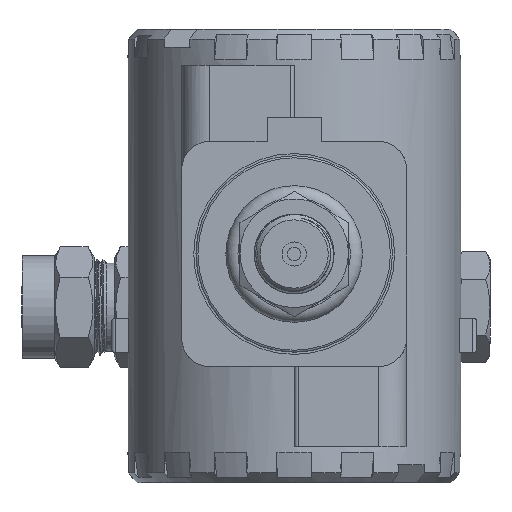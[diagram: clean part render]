
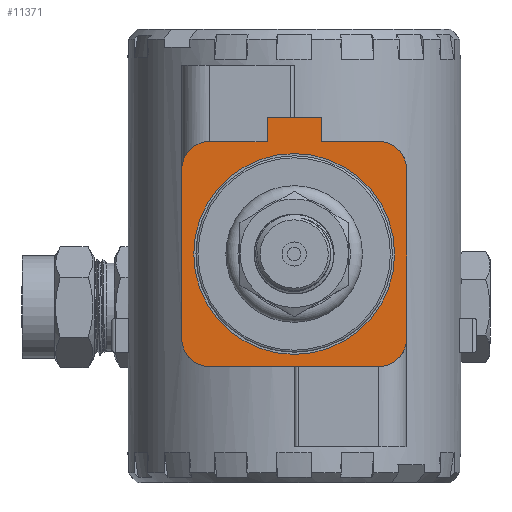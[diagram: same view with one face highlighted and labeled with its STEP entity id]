
A CAD part, front view. The second image highlights one B-rep face of the part: STEP entity #11371.
In plain terms, the highlighted planar face has unit normal (0, -1, 0).
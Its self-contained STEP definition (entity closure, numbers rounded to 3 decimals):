
#915=LINE('',#19301,#1867);
#919=LINE('',#19310,#1871);
#922=LINE('',#19318,#1874);
#924=LINE('',#19322,#1876);
#926=LINE('',#19326,#1878);
#928=LINE('',#19330,#1880);
#931=LINE('',#19335,#1883);
#933=LINE('',#19341,#1885);
#1867=VECTOR('',#13687,1.);
#1871=VECTOR('',#13697,1.);
#1874=VECTOR('',#13706,1.);
#1876=VECTOR('',#13710,1.);
#1878=VECTOR('',#13714,1.);
#1880=VECTOR('',#13718,1.);
#1883=VECTOR('',#13723,1.);
#1885=VECTOR('',#13731,1.);
#2794=FACE_BOUND('',#3653,.T.);
#2971=FACE_OUTER_BOUND('',#3652,.T.);
#3652=EDGE_LOOP('',(#8230,#8231,#8232,#8233,#8234,#8235,#8236,#8237,#8238,
#8239,#8240,#8241));
#3653=EDGE_LOOP('',(#8242));
#4388=CIRCLE('',#12278,7.);
#4389=CIRCLE('',#12281,7.);
#4390=CIRCLE('',#12284,7.);
#4391=CIRCLE('',#12291,7.);
#4393=CIRCLE('',#12297,25.);
#4879=VERTEX_POINT('',#19294);
#4880=VERTEX_POINT('',#19296);
#4881=VERTEX_POINT('',#19300);
#4882=VERTEX_POINT('',#19304);
#4883=VERTEX_POINT('',#19309);
#4884=VERTEX_POINT('',#19313);
#4885=VERTEX_POINT('',#19317);
#4886=VERTEX_POINT('',#19321);
#4887=VERTEX_POINT('',#19325);
#4888=VERTEX_POINT('',#19329);
#4889=VERTEX_POINT('',#19333);
#4890=VERTEX_POINT('',#19337);
#4895=VERTEX_POINT('',#19443);
#6136=EDGE_CURVE('',#4879,#4880,#4388,.F.);
#6138=EDGE_CURVE('',#4881,#4880,#915,.T.);
#6140=EDGE_CURVE('',#4881,#4882,#4389,.F.);
#6143=EDGE_CURVE('',#4883,#4882,#919,.F.);
#6145=EDGE_CURVE('',#4883,#4884,#4390,.F.);
#6147=EDGE_CURVE('',#4885,#4884,#922,.T.);
#6149=EDGE_CURVE('',#4885,#4886,#924,.T.);
#6151=EDGE_CURVE('',#4886,#4887,#926,.F.);
#6153=EDGE_CURVE('',#4888,#4887,#928,.T.);
#6156=EDGE_CURVE('',#4889,#4888,#931,.T.);
#6157=EDGE_CURVE('',#4889,#4890,#4391,.F.);
#6159=EDGE_CURVE('',#4879,#4890,#933,.F.);
#6168=EDGE_CURVE('',#4895,#4895,#4393,.T.);
#8230=ORIENTED_EDGE('',*,*,#6159,.T.);
#8231=ORIENTED_EDGE('',*,*,#6157,.F.);
#8232=ORIENTED_EDGE('',*,*,#6156,.T.);
#8233=ORIENTED_EDGE('',*,*,#6153,.T.);
#8234=ORIENTED_EDGE('',*,*,#6151,.F.);
#8235=ORIENTED_EDGE('',*,*,#6149,.F.);
#8236=ORIENTED_EDGE('',*,*,#6147,.T.);
#8237=ORIENTED_EDGE('',*,*,#6145,.F.);
#8238=ORIENTED_EDGE('',*,*,#6143,.T.);
#8239=ORIENTED_EDGE('',*,*,#6140,.F.);
#8240=ORIENTED_EDGE('',*,*,#6138,.T.);
#8241=ORIENTED_EDGE('',*,*,#6136,.F.);
#8242=ORIENTED_EDGE('',*,*,#6168,.F.);
#10964=PLANE('',#12296);
#11371=ADVANCED_FACE('',(#2971,#2794),#10964,.T.);
#12278=AXIS2_PLACEMENT_3D('',#19297,#13682,#13683);
#12281=AXIS2_PLACEMENT_3D('',#19305,#13691,#13692);
#12284=AXIS2_PLACEMENT_3D('',#19314,#13701,#13702);
#12291=AXIS2_PLACEMENT_3D('',#19338,#13726,#13727);
#12296=AXIS2_PLACEMENT_3D('',#19442,#13740,#13741);
#12297=AXIS2_PLACEMENT_3D('',#19444,#13742,#13743);
#13682=DIRECTION('center_axis',(0.,-1.,0.));
#13683=DIRECTION('ref_axis',(0.,0.,1.));
#13687=DIRECTION('',(0.,0.,1.));
#13691=DIRECTION('center_axis',(0.,-1.,0.));
#13692=DIRECTION('ref_axis',(0.,0.,1.));
#13697=DIRECTION('',(-1.,0.,0.));
#13701=DIRECTION('center_axis',(0.,-1.,0.));
#13702=DIRECTION('ref_axis',(0.,0.,1.));
#13706=DIRECTION('',(0.,0.,-1.));
#13710=DIRECTION('',(-1.,0.,0.));
#13714=DIRECTION('',(0.,0.,-1.));
#13718=DIRECTION('',(-1.,0.,0.));
#13723=DIRECTION('',(0.,0.,-1.));
#13726=DIRECTION('center_axis',(0.,-1.,0.));
#13727=DIRECTION('ref_axis',(0.,0.,1.));
#13731=DIRECTION('',(1.,0.,0.));
#13740=DIRECTION('center_axis',(0.,-1.,0.));
#13741=DIRECTION('ref_axis',(1.,0.,0.));
#13742=DIRECTION('center_axis',(0.,-1.,0.));
#13743=DIRECTION('ref_axis',(0.,0.,1.));
#19294=CARTESIAN_POINT('',(68.,-54.5,28.));
#19296=CARTESIAN_POINT('',(75.,-54.5,21.));
#19297=CARTESIAN_POINT('Origin',(68.,-54.5,21.));
#19300=CARTESIAN_POINT('',(75.,-54.5,-21.));
#19301=CARTESIAN_POINT('',(75.,-54.5,0.));
#19304=CARTESIAN_POINT('',(68.,-54.5,-28.));
#19305=CARTESIAN_POINT('Origin',(68.,-54.5,-21.));
#19309=CARTESIAN_POINT('',(26.,-54.5,-28.));
#19310=CARTESIAN_POINT('',(47.,-54.5,-28.));
#19313=CARTESIAN_POINT('',(19.,-54.5,-21.));
#19314=CARTESIAN_POINT('Origin',(26.,-54.5,-21.));
#19317=CARTESIAN_POINT('',(19.,-54.5,-6.75));
#19318=CARTESIAN_POINT('',(19.,-54.5,-13.875));
#19321=CARTESIAN_POINT('',(13.,-54.5,-6.75));
#19322=CARTESIAN_POINT('',(16.,-54.5,-6.75));
#19325=CARTESIAN_POINT('',(13.,-54.5,6.75));
#19326=CARTESIAN_POINT('',(13.,-54.5,0.));
#19329=CARTESIAN_POINT('',(19.,-54.5,6.75));
#19330=CARTESIAN_POINT('',(16.,-54.5,6.75));
#19333=CARTESIAN_POINT('',(19.,-54.5,21.));
#19335=CARTESIAN_POINT('',(19.,-54.5,13.875));
#19337=CARTESIAN_POINT('',(26.,-54.5,28.));
#19338=CARTESIAN_POINT('Origin',(26.,-54.5,21.));
#19341=CARTESIAN_POINT('',(47.,-54.5,28.));
#19442=CARTESIAN_POINT('Origin',(0.,-54.5,0.));
#19443=CARTESIAN_POINT('',(22.,-54.5,0.));
#19444=CARTESIAN_POINT('Origin',(47.,-54.5,0.));
